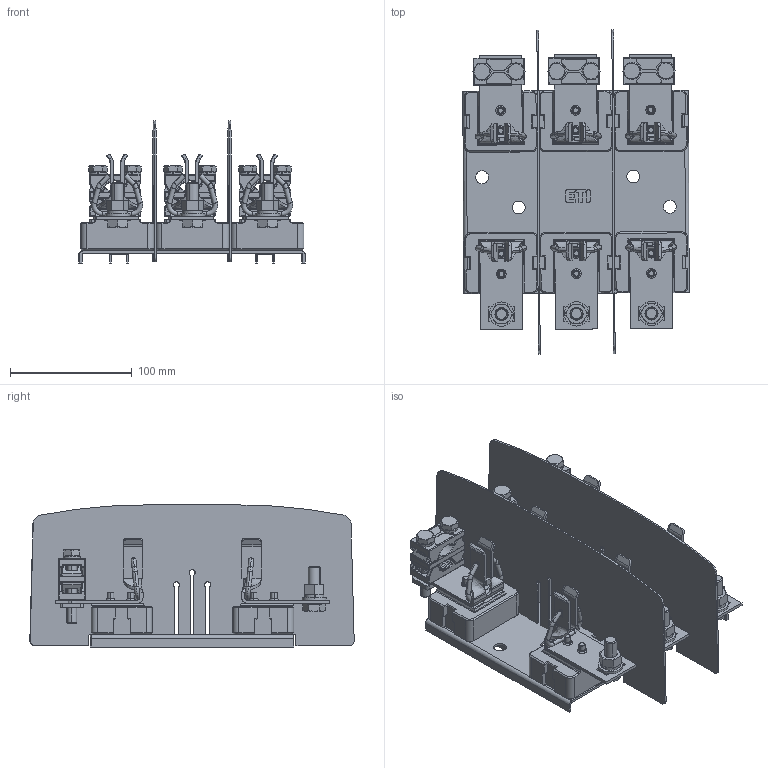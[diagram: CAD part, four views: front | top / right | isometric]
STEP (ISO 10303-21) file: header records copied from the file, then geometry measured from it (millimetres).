
FILE_DESCRIPTION((''),'2;1');
FILE_NAME('123_ASM','2023-10-24T08:45:42',('klemen.sitar'),('Audax d.o.o.'),'CREO PARAMETRIC BY PTC INC, 2021304','CREO PARAMETRIC BY PTC INC, 2021304','');
FILE_SCHEMA(('AP242_MANAGED_MODEL_BASED_3D_ENGINEERING_MIM_LF { 1 0 10303 442 1 1 4 }'));
Products named in the file (30): PR_PK2_1_1; BARRIER_1_ASM_1_ASM; PRT0002_1_1_1_1; 0000032892_AF0_1_1_1_2_1_1_1_1; 0000032892_AF0_1_1_1_1_1_1; PRT0006_1_1_1_1; PRT0006_1_2_1_1; PRT0006_1_3_1_1; ETI_LOGO_19_8X10_52MM_ASM_1_ASM; BASE_1_ASM_1_ASM; 0000038658_1_1_1_1_1_1; 0000038453_1_1_1_1_1_1_1; 0000038666_AF1_1_1_1_1_1_1_1; 0000032606_1_1_2_1_1_1_1_1; 70196_KLEMMENTEIL_1_1_1_2_1; 56427_KLEMMENUNTERTEIL_1_1_1_1; P5_1_1; 66812_FEDERRING_DIN_127_A8_1__1; 65728_SECHSKANTSCHRAUBE_M8X45_3; 2P2_TOP_ASM_1_ASM; TOP_1_ASM_1_ASM; 0000038666_AF0_1_1_1_1_1_1_1; 0000032607_1_1_2_3_4_1_1_1_1_1; 0000032604_1_1_2_3_4_1_1_1_1_1; 0000032603_1_1_2_3_4_1_1_1_1_1; 0000032605_1_1_2_3_4_1_1_1_1_1; M10_BOT_ASM_1_ASM; BOT_1_ASM_1_ASM; COMBO_ASM_1_ASM; 123_ASM
Assembly tree (40 placements, depth 5):
  123_ASM
    BARRIER_1_ASM_1_ASM
      PR_PK2_1_1  x2
    BASE_1_ASM_1_ASM
      PRT0002_1_1_1_1
      0000032892_AF0_1_1_1_2_1_1_1_1
      0000032892_AF0_1_1_1_1_1_1
      ETI_LOGO_19_8X10_52MM_ASM_1_ASM
        PRT0006_1_1_1_1
        PRT0006_1_2_1_1
        PRT0006_1_3_1_1
    COMBO_ASM_1_ASM  x3
      TOP_1_ASM_1_ASM
        0000038658_1_1_1_1_1_1
        0000038453_1_1_1_1_1_1_1
        0000038666_AF1_1_1_1_1_1_1_1
        0000032606_1_1_2_1_1_1_1_1  x2
        2P2_TOP_ASM_1_ASM
          70196_KLEMMENTEIL_1_1_1_2_1  x2
          56427_KLEMMENUNTERTEIL_1_1_1_1
          P5_1_1
          66812_FEDERRING_DIN_127_A8_1__1  x2
          65728_SECHSKANTSCHRAUBE_M8X45_3  x2
      BOT_1_ASM_1_ASM
        0000038658_1_1_1_1_1_1
        0000038453_1_1_1_1_1_1_1
        0000038666_AF0_1_1_1_1_1_1_1
        0000032606_1_1_2_1_1_1_1_1  x2
        M10_BOT_ASM_1_ASM
          0000032607_1_1_2_3_4_1_1_1_1_1
          0000032604_1_1_2_3_4_1_1_1_1_1
          0000032603_1_1_2_3_4_1_1_1_1_1
          0000032605_1_1_2_3_4_1_1_1_1_1
Bounding box: 185.71 x 266.05 x 116.5 mm (x, y, z)
Volume: 693553.1 mm3; surface area: 410855.6 mm2
Topology: 65 solids, 122 shells, 4971 faces, 12915 edges, 8008 vertices
Faces by surface type: plane 1870, cylinder 1742, bspline 687, cone 378, torus 180, sphere 114
Entity records: 68716 total; most frequent: CARTESIAN_POINT 27694, ORIENTED_EDGE 6021, DIRECTION 5599, EDGE_CURVE 3032, PRESENTATION_STYLE_ASSIGNMENT 2575, STYLED_ITEM 2575, CURVE_STYLE 2260, AXIS2_PLACEMENT_3D 2050
